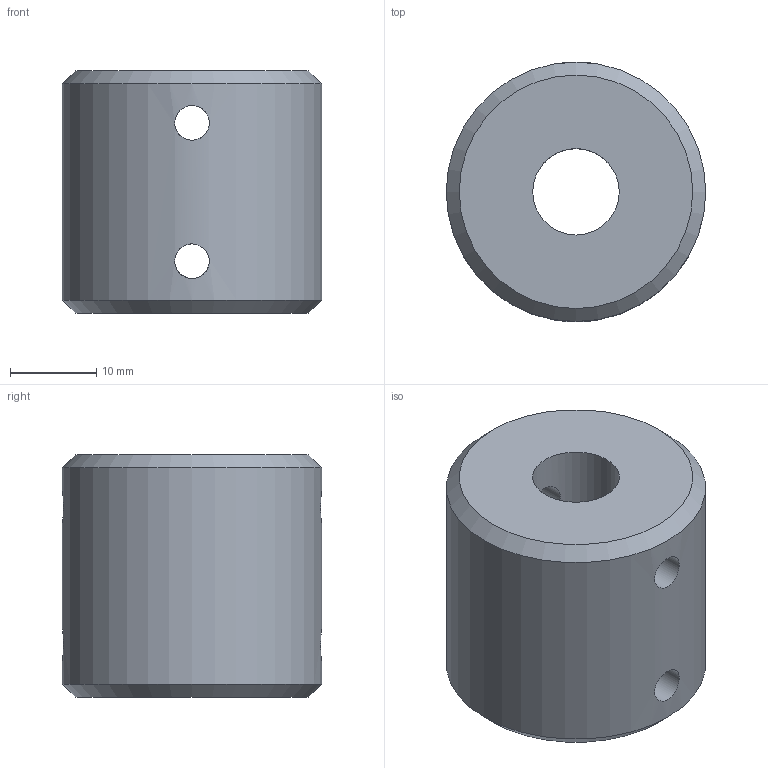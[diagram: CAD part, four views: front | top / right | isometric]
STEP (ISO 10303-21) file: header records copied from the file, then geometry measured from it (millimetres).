
FILE_DESCRIPTION(('FreeCAD Model'),'2;1');
FILE_NAME('Coupleur3.stp','2021-02-21T00:30:22',( 'FreeCAD'),('FreeCAD'),'Open CASCADE STEP processor 6.5','FreeCAD', 'Unknown');
FILE_SCHEMA(('AUTOMOTIVE_DESIGN_CC2 { 1 2 10303 214 -1 1 5 4 }'));
Length unit declared in the file: millimetre
Products named in the file (1): Open CASCADE STEP translator 6.5 1
Bounding box: 30 x 30 x 28 mm (x, y, z)
Volume: 14953 mm3; surface area: 5137.3 mm2
Topology: 1 solids, 1 shells, 12 faces, 26 edges, 16 vertices
Faces by surface type: cylinder 7, cone 3, plane 2
Full cylindrical faces by diameter (mm): 4 x4, 9.997 x1, 17 x1, 30 x1
Entity records: 3080 total; most frequent: CARTESIAN_POINT 2591, DIRECTION 64, ORIENTED_EDGE 52, PCURVE 52, DEFINITIONAL_REPRESENTATION 52, B_SPLINE_CURVE_WITH_KNOTS 46, EDGE_CURVE 26, FACE_BOUND 22
